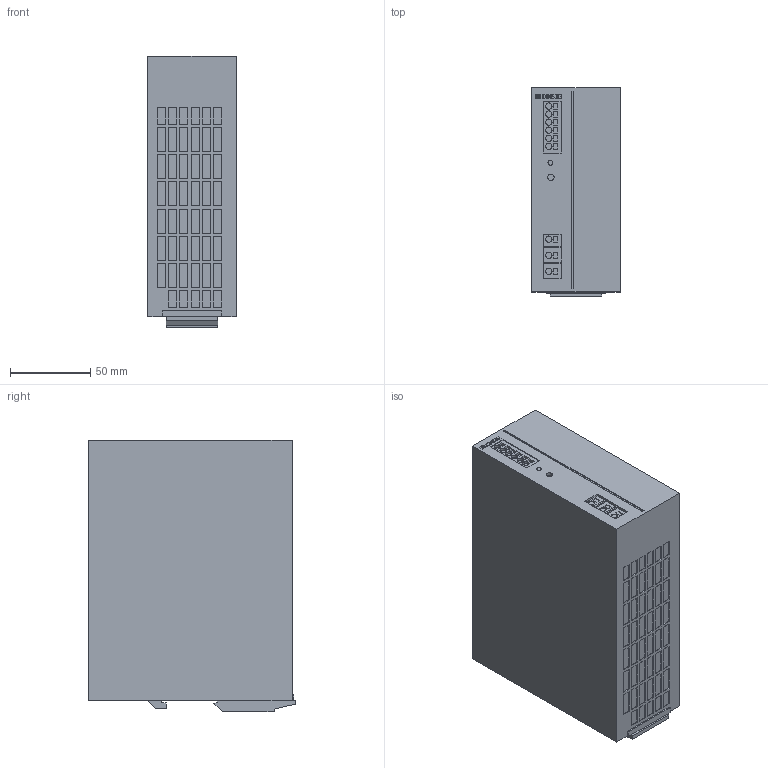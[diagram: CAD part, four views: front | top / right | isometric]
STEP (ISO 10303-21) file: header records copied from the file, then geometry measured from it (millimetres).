
FILE_DESCRIPTION (( 'STEP AP214' ), '1' );
FILE_NAME ('214786.STEP', '2020-12-02T08:45:41', ( '' ), ( '' ), 'SwSTEP 2.0', 'SolidWorks 2018', '' );
FILE_SCHEMA (( 'AUTOMOTIVE_DESIGN' ));
Length unit declared in the file: millimetre
Products named in the file (1): 214786
Bounding box: 55 x 129.3 x 169.3 mm (x, y, z)
Volume: 1139811.1 mm3; surface area: 77014.6 mm2
Topology: 1 solids, 1 shells, 797 faces, 1990 edges, 1326 vertices
Faces by surface type: plane 773, cylinder 24
Entity records: 23310 total; most frequent: CARTESIAN_POINT 4114, ORIENTED_EDGE 3980, DIRECTION 3634, EDGE_CURVE 1990, VECTOR 1942, LINE 1942, VERTEX_POINT 1326, EDGE_LOOP 928
